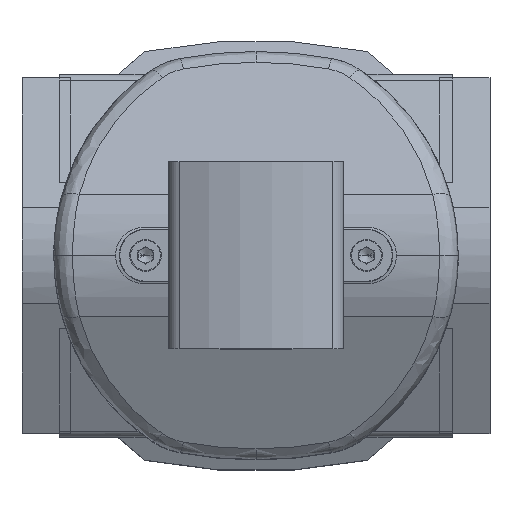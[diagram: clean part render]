
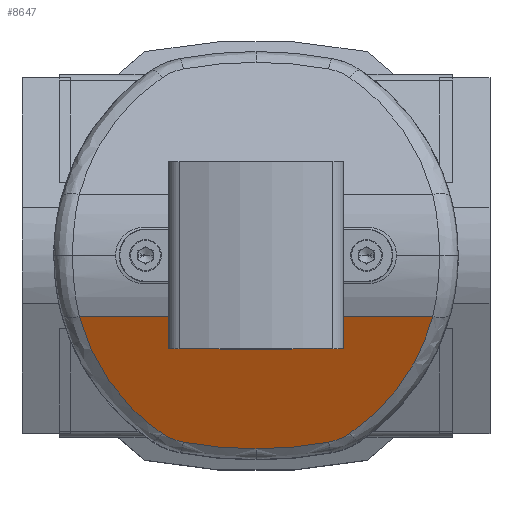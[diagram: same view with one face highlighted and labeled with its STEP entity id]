
A CAD part, top view. The second image highlights one B-rep face of the part: STEP entity #8647.
In plain terms, the highlighted face is planar.
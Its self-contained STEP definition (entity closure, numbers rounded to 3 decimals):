
#94 = AXIS2_PLACEMENT_3D ( 'NONE', #7126, #14120, #5752 ) ;
#515 = CARTESIAN_POINT ( 'NONE',  ( 29.177, -9.625, -43.797 ) ) ;
#557 = CARTESIAN_POINT ( 'NONE',  ( 49.845, -19.263, 19.372 ) ) ;
#741 =( BOUNDED_CURVE ( )  B_SPLINE_CURVE ( 3, ( #15817, #7431, #515, #10303 ),
 .UNSPECIFIED., .F., .T. ) 
 B_SPLINE_CURVE_WITH_KNOTS ( ( 4, 4 ),
 ( 0.595, 1.313 ),
 .UNSPECIFIED. ) 
 CURVE ( )  GEOMETRIC_REPRESENTATION_ITEM ( )  RATIONAL_B_SPLINE_CURVE ( ( 1., 0.958, 0.958, 1. ) ) 
 REPRESENTATION_ITEM ( '' )  );
#948 = CARTESIAN_POINT ( 'NONE',  ( 48.679, -18.719, -23.347 ) ) ;
#1177 = CARTESIAN_POINT ( 'NONE',  ( 47.511, -18.175, 25.07 ) ) ;
#1405 = CARTESIAN_POINT ( 'NONE',  ( 51.022, -19.812, -12.978 ) ) ;
#1423 = VERTEX_POINT ( 'NONE', #6275 ) ;
#1673 = ORIENTED_EDGE ( 'NONE', *, *, #14119, .T. ) ;
#1892 = EDGE_CURVE ( 'NONE', #3636, #9109, #9365, .T. ) ;
#2057 = CARTESIAN_POINT ( 'NONE',  ( 51.613, -20.088, 6.502 ) ) ;
#2416 = CARTESIAN_POINT ( 'NONE',  ( 49.845, -19.263, -19.372 ) ) ;
#2874 =( BOUNDED_CURVE ( )  B_SPLINE_CURVE ( 3, ( #15971, #9048, #2057, #11846 ),
 .UNSPECIFIED., .F., .F. ) 
 B_SPLINE_CURVE_WITH_KNOTS ( ( 4, 4 ),
 ( 6.101, 6.283 ),
 .UNSPECIFIED. ) 
 CURVE ( )  GEOMETRIC_REPRESENTATION_ITEM ( )  RATIONAL_B_SPLINE_CURVE ( ( 1., 0.997, 0.997, 1. ) ) 
 REPRESENTATION_ITEM ( '' )  );
#2875 = CARTESIAN_POINT ( 'NONE',  ( 48.679, -18.719, 23.347 ) ) ;
#3215 = CARTESIAN_POINT ( 'NONE',  ( 47.511, -18.175, -25.07 ) ) ;
#3325 = CARTESIAN_POINT ( 'NONE',  ( 16.3, -3.621, -54. ) ) ;
#3636 = VERTEX_POINT ( 'NONE', #17118 ) ;
#3745 =( BOUNDED_CURVE ( )  B_SPLINE_CURVE ( 3, ( #12179, #10799, #9394, #3821 ),
 .UNSPECIFIED., .F., .F. ) 
 B_SPLINE_CURVE_WITH_KNOTS ( ( 4, 4 ),
 ( 4.97, 5.688 ),
 .UNSPECIFIED. ) 
 CURVE ( )  GEOMETRIC_REPRESENTATION_ITEM ( )  RATIONAL_B_SPLINE_CURVE ( ( 1., 0.958, 0.958, 1. ) ) 
 REPRESENTATION_ITEM ( '' )  );
#3821 = CARTESIAN_POINT ( 'NONE',  ( 47.511, -18.175, 25.07 ) ) ;
#4287 = EDGE_CURVE ( 'NONE', #9440, #7556, #3745, .T. ) ;
#5281 = ORIENTED_EDGE ( 'NONE', *, *, #14259, .F. ) ;
#5615 = CARTESIAN_POINT ( 'NONE',  ( 51.613, -20.088, 0. ) ) ;
#5680 = CARTESIAN_POINT ( 'NONE',  ( 16.3, -3.621, 47.196 ) ) ;
#5752 = DIRECTION ( 'NONE',  ( 0.906, -0.423, 0. ) ) ;
#5921 = EDGE_LOOP ( 'NONE', ( #9127, #1673, #16344, #5281, #12655, #13505, #9316 ) ) ;
#6275 = CARTESIAN_POINT ( 'NONE',  ( 16.3, -3.621, -47.196 ) ) ;
#6978 = CARTESIAN_POINT ( 'NONE',  ( 51.613, -20.088, -6.502 ) ) ;
#7047 = CARTESIAN_POINT ( 'NONE',  ( 49.845, -19.263, -19.372 ) ) ;
#7126 = CARTESIAN_POINT ( 'NONE',  ( 16.3, -3.621, -54. ) ) ;
#7226 = VERTEX_POINT ( 'NONE', #3215 ) ;
#7431 = CARTESIAN_POINT ( 'NONE',  ( 40.041, -14.691, -36.095 ) ) ;
#7474 = DIRECTION ( 'NONE',  ( 0., 0., 1. ) ) ;
#7556 = VERTEX_POINT ( 'NONE', #1177 ) ;
#7704 =( BOUNDED_CURVE ( )  B_SPLINE_CURVE ( 3, ( #16767, #8441, #2875, #12635 ),
 .UNSPECIFIED., .F., .F. ) 
 B_SPLINE_CURVE_WITH_KNOTS ( ( 4, 4 ),
 ( 0.182, 0.595 ),
 .UNSPECIFIED. ) 
 CURVE ( )  GEOMETRIC_REPRESENTATION_ITEM ( )  RATIONAL_B_SPLINE_CURVE ( ( 1., 0.986, 0.986, 1. ) ) 
 REPRESENTATION_ITEM ( '' )  );
#7987 = CARTESIAN_POINT ( 'NONE',  ( 47.511, -18.175, -25.07 ) ) ;
#8441 = CARTESIAN_POINT ( 'NONE',  ( 49.468, -19.087, 21.42 ) ) ;
#8647 = ADVANCED_FACE ( 'NONE', ( #16543 ), #9943, .F. ) ;
#9048 = CARTESIAN_POINT ( 'NONE',  ( 51.022, -19.812, 12.978 ) ) ;
#9109 = VERTEX_POINT ( 'NONE', #13204 ) ;
#9127 = ORIENTED_EDGE ( 'NONE', *, *, #11444, .F. ) ;
#9316 = ORIENTED_EDGE ( 'NONE', *, *, #4287, .T. ) ;
#9365 =( BOUNDED_CURVE ( )  B_SPLINE_CURVE ( 3, ( #5615, #6978, #1405, #7047 ),
 .UNSPECIFIED., .F., .F. ) 
 B_SPLINE_CURVE_WITH_KNOTS ( ( 4, 4 ),
 ( 0., 0.182 ),
 .UNSPECIFIED. ) 
 CURVE ( )  GEOMETRIC_REPRESENTATION_ITEM ( )  RATIONAL_B_SPLINE_CURVE ( ( 1., 0.997, 0.997, 1. ) ) 
 REPRESENTATION_ITEM ( '' )  );
#9394 = CARTESIAN_POINT ( 'NONE',  ( 40.041, -14.691, 36.095 ) ) ;
#9440 = VERTEX_POINT ( 'NONE', #5680 ) ;
#9943 = PLANE ( 'NONE',  #94 ) ;
#10303 = CARTESIAN_POINT ( 'NONE',  ( 16.3, -3.621, -47.196 ) ) ;
#10799 = CARTESIAN_POINT ( 'NONE',  ( 29.177, -9.625, 43.797 ) ) ;
#10804 = CARTESIAN_POINT ( 'NONE',  ( 49.468, -19.087, -21.42 ) ) ;
#11271 =( BOUNDED_CURVE ( )  B_SPLINE_CURVE ( 3, ( #7987, #948, #10804, #2416 ),
 .UNSPECIFIED., .F., .F. ) 
 B_SPLINE_CURVE_WITH_KNOTS ( ( 4, 4 ),
 ( 5.688, 6.101 ),
 .UNSPECIFIED. ) 
 CURVE ( )  GEOMETRIC_REPRESENTATION_ITEM ( )  RATIONAL_B_SPLINE_CURVE ( ( 1., 0.986, 0.986, 1. ) ) 
 REPRESENTATION_ITEM ( '' )  );
#11444 = EDGE_CURVE ( 'NONE', #14808, #7556, #7704, .T. ) ;
#11846 = CARTESIAN_POINT ( 'NONE',  ( 51.613, -20.088, 0. ) ) ;
#12179 = CARTESIAN_POINT ( 'NONE',  ( 16.3, -3.621, 47.196 ) ) ;
#12391 = VECTOR ( 'NONE', #7474, 1000. ) ;
#12635 = CARTESIAN_POINT ( 'NONE',  ( 47.511, -18.175, 25.07 ) ) ;
#12655 = ORIENTED_EDGE ( 'NONE', *, *, #16014, .T. ) ;
#13204 = CARTESIAN_POINT ( 'NONE',  ( 49.845, -19.263, -19.372 ) ) ;
#13505 = ORIENTED_EDGE ( 'NONE', *, *, #17816, .T. ) ;
#14119 = EDGE_CURVE ( 'NONE', #14808, #3636, #2874, .T. ) ;
#14120 = DIRECTION ( 'NONE',  ( -0.423, -0.906, 0. ) ) ;
#14259 = EDGE_CURVE ( 'NONE', #7226, #9109, #11271, .T. ) ;
#14808 = VERTEX_POINT ( 'NONE', #557 ) ;
#15650 = LINE ( 'NONE', #3325, #12391 ) ;
#15817 = CARTESIAN_POINT ( 'NONE',  ( 47.511, -18.175, -25.07 ) ) ;
#15971 = CARTESIAN_POINT ( 'NONE',  ( 49.845, -19.263, 19.372 ) ) ;
#16014 = EDGE_CURVE ( 'NONE', #7226, #1423, #741, .T. ) ;
#16344 = ORIENTED_EDGE ( 'NONE', *, *, #1892, .T. ) ;
#16543 = FACE_OUTER_BOUND ( 'NONE', #5921, .T. ) ;
#16767 = CARTESIAN_POINT ( 'NONE',  ( 49.845, -19.263, 19.372 ) ) ;
#17118 = CARTESIAN_POINT ( 'NONE',  ( 51.613, -20.088, 0. ) ) ;
#17816 = EDGE_CURVE ( 'NONE', #1423, #9440, #15650, .T. ) ;
